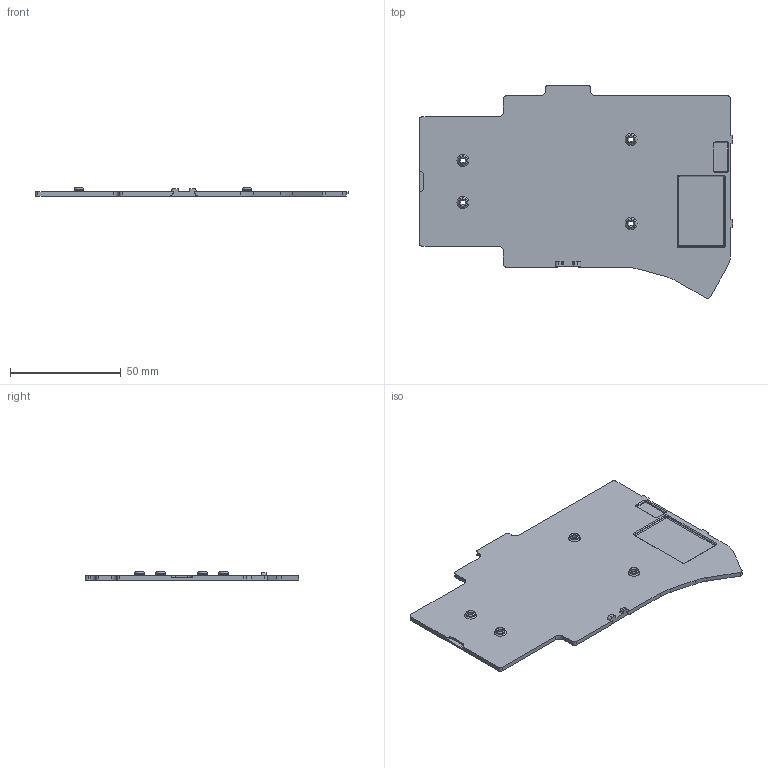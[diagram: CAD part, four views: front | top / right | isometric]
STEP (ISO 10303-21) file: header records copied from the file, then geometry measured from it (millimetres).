
FILE_DESCRIPTION(('FreeCAD Model'),'2;1');
FILE_NAME('Open CASCADE Shape Model','2025-02-06T10:31:22',(''),(''), 'Open CASCADE STEP processor 7.6','FreeCAD','Unknown');
FILE_SCHEMA(('AUTOMOTIVE_DESIGN { 1 0 10303 214 1 1 1 1 }'));
Length unit declared in the file: millimetre
Products named in the file (1): Bottom-Left
Bounding box: 141.65 x 96.38 x 3.7 mm (x, y, z)
Volume: 20022.9 mm3; surface area: 22384.5 mm2
Topology: 1 solids, 1 shells, 184 faces, 470 edges, 302 vertices
Faces by surface type: plane 103, cylinder 57, cone 12, torus 8, revolution 4
Full cylindrical faces by diameter (mm): 2.2 x4, 4.2 x4
Entity records: 5614 total; most frequent: CARTESIAN_POINT 985, DIRECTION 982, ORIENTED_EDGE 940, EDGE_CURVE 470, AXIS2_PLACEMENT_3D 327, LINE 324, VECTOR 324, VERTEX_POINT 302
